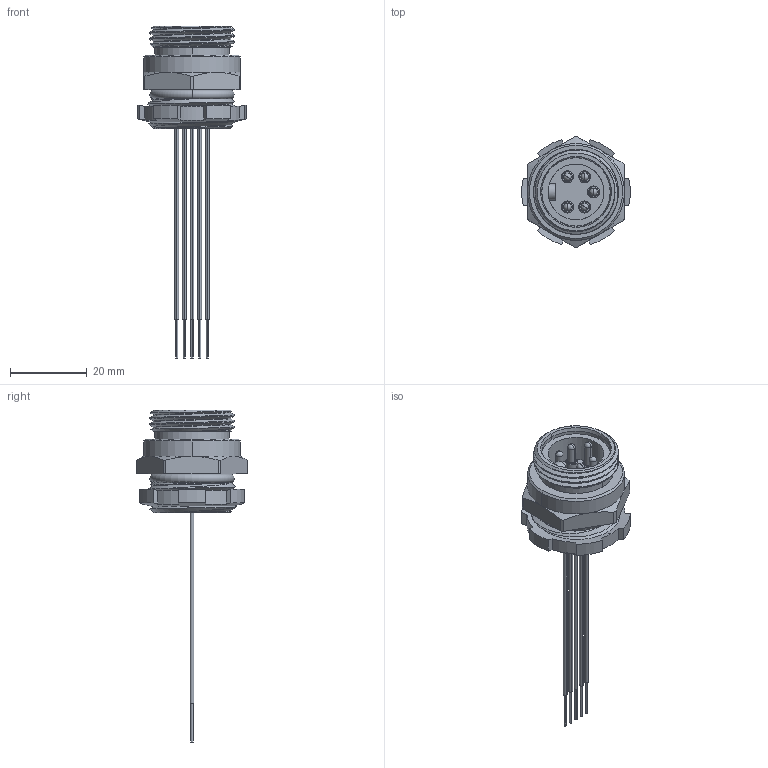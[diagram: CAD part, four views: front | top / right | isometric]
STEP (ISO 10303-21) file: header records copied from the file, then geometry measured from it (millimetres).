
FILE_DESCRIPTION((''),'2;1');
FILE_NAME('250148_SM01_ASM','2026-04-01T09:41:59',('banengservice'),('BANNER ENGINEERING'),'CREO PARAMETRIC BY PTC INC, 2022414','CREO PARAMETRIC BY PTC INC, 2022414','');
FILE_SCHEMA(('CONFIG_CONTROL_DESIGN'));
Length unit declared in the file: millimetre
Products named in the file (2): 250148_EP01; 250148_SM01_ASM
Assembly tree (1 placements, depth 2):
  250148_SM01_ASM
    250148_EP01
Bounding box: 28.35 x 28.85 x 86.8 mm (x, y, z)
Volume: 8100.5 mm3; surface area: 7928.3 mm2
Topology: 6 solids, 6 shells, 275 faces, 620 edges, 382 vertices
Faces by surface type: cylinder 126, plane 68, cone 47, bspline 12, torus 12, sphere 10
Entity records: 11143 total; most frequent: CARTESIAN_POINT 4979, DIRECTION 1348, ORIENTED_EDGE 1200, EDGE_CURVE 600, AXIS2_PLACEMENT_3D 577, VERTEX_POINT 382, EDGE_LOOP 320, CIRCLE 311
